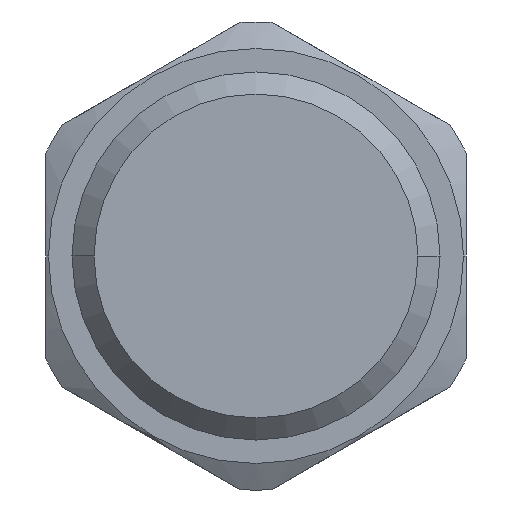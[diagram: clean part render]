
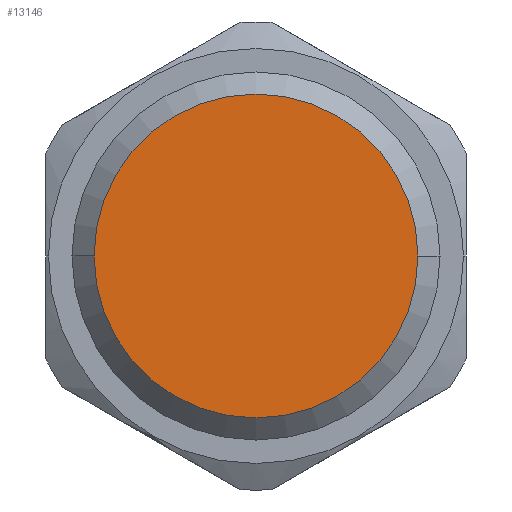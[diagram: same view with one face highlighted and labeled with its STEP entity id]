
A CAD part, left-side view. The second image highlights one B-rep face of the part: STEP entity #13146.
In plain terms, the highlighted planar face has unit normal (-1, 0, 0).
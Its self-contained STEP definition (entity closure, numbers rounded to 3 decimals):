
#267 = CIRCLE ( 'NONE', #553, 11. ) ;
#279 = CIRCLE ( 'NONE', #405, 11. ) ;
#405 = AXIS2_PLACEMENT_3D ( 'NONE', #11435, #11370, #11408 ) ;
#553 = AXIS2_PLACEMENT_3D ( 'NONE', #2873, #2874, #2875 ) ;
#706 = EDGE_CURVE ( 'NONE', #10947, #11109, #279, .T. ) ;
#724 = EDGE_CURVE ( 'NONE', #11109, #10947, #267, .T. ) ;
#2271 = AXIS2_PLACEMENT_3D ( 'NONE', #12482, #12487, #12488 ) ;
#2547 = EDGE_LOOP ( 'NONE', ( #6794, #8014 ) ) ;
#2873 = CARTESIAN_POINT ( 'NONE',  ( 48.512, 0., 0. ) ) ;
#2874 = DIRECTION ( 'NONE',  ( -1., 0., 0. ) ) ;
#2875 = DIRECTION ( 'NONE',  ( 0., 1., 0. ) ) ;
#6794 = ORIENTED_EDGE ( 'NONE', *, *, #724, .T. ) ;
#7472 = FACE_OUTER_BOUND ( 'NONE', #2547, .T. ) ;
#8014 = ORIENTED_EDGE ( 'NONE', *, *, #706, .T. ) ;
#9039 = CARTESIAN_POINT ( 'NONE',  ( 48.512, 11., 0. ) ) ;
#9138 = CARTESIAN_POINT ( 'NONE',  ( 48.512, -11., 0. ) ) ;
#10947 = VERTEX_POINT ( 'NONE', #9039 ) ;
#11109 = VERTEX_POINT ( 'NONE', #9138 ) ;
#11370 = DIRECTION ( 'NONE',  ( -1., 0., 0. ) ) ;
#11408 = DIRECTION ( 'NONE',  ( 0., 1., 0. ) ) ;
#11435 = CARTESIAN_POINT ( 'NONE',  ( 48.512, 0., 0. ) ) ;
#12482 = CARTESIAN_POINT ( 'NONE',  ( 48.512, 0., 0. ) ) ;
#12484 = PLANE ( 'NONE',  #2271 ) ;
#12487 = DIRECTION ( 'NONE',  ( -1., 0., 0. ) ) ;
#12488 = DIRECTION ( 'NONE',  ( 0., 1., 0. ) ) ;
#13146 = ADVANCED_FACE ( 'NONE', ( #7472 ), #12484, .T. ) ;
